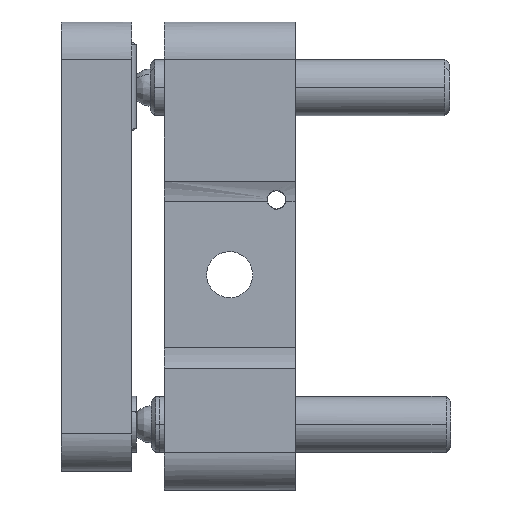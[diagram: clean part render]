
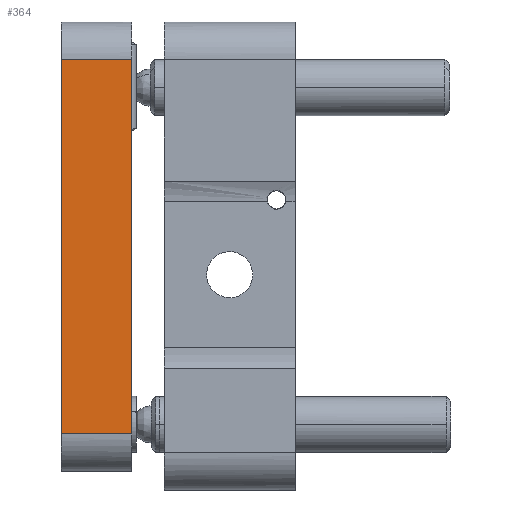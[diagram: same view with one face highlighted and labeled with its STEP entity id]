
A CAD part, left-side view. The second image highlights one B-rep face of the part: STEP entity #364.
In plain terms, the highlighted planar face has unit normal (-1, 0, 0).
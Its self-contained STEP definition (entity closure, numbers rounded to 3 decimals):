
#364=ADVANCED_FACE('',(#666),#4947,.T.);
#666=FACE_OUTER_BOUND('',#1012,.T.);
#1012=EDGE_LOOP('',(#2503,#2504,#2505,#2506));
#2503=ORIENTED_EDGE('',*,*,#3395,.F.);
#2504=ORIENTED_EDGE('',*,*,#3389,.F.);
#2505=ORIENTED_EDGE('',*,*,#3402,.F.);
#2506=ORIENTED_EDGE('',*,*,#3207,.F.);
#3207=EDGE_CURVE('',#4663,#4664,#3668,.T.);
#3389=EDGE_CURVE('',#4780,#4781,#3719,.T.);
#3395=EDGE_CURVE('',#4781,#4663,#4210,.T.);
#3402=EDGE_CURVE('',#4664,#4780,#4216,.T.);
#3668=B_SPLINE_CURVE_WITH_KNOTS('',1,(#10843,#10844),.UNSPECIFIED.,.F.,
 .F.,(2,2),(0.,40.),.UNSPECIFIED.);
#3719=B_SPLINE_CURVE_WITH_KNOTS('',1,(#11415,#11416),.UNSPECIFIED.,.F.,
 .F.,(2,2),(-40.,0.),.UNSPECIFIED.);
#4210=(
BOUNDED_CURVE()
B_SPLINE_CURVE(1,(#11431,#11432),.UNSPECIFIED.,.F.,.F.)
B_SPLINE_CURVE_WITH_KNOTS((2,2),(0.,7.5),.UNSPECIFIED.)
CURVE()
GEOMETRIC_REPRESENTATION_ITEM()
RATIONAL_B_SPLINE_CURVE((1.,1.))
REPRESENTATION_ITEM('')
);
#4216=(
BOUNDED_CURVE()
B_SPLINE_CURVE(1,(#11449,#11450),.UNSPECIFIED.,.F.,.F.)
B_SPLINE_CURVE_WITH_KNOTS((2,2),(0.,7.5),.UNSPECIFIED.)
CURVE()
GEOMETRIC_REPRESENTATION_ITEM()
RATIONAL_B_SPLINE_CURVE((1.,1.))
REPRESENTATION_ITEM('')
);
#4663=VERTEX_POINT('',#10622);
#4664=VERTEX_POINT('',#10623);
#4780=VERTEX_POINT('',#10739);
#4781=VERTEX_POINT('',#10740);
#4947=PLANE('',#5262);
#5262=AXIS2_PLACEMENT_3D('',#10573,#5379,$);
#5379=DIRECTION('',(-1.,0.,0.));
#10573=CARTESIAN_POINT('',(-23.001,14.788,49.639));
#10622=CARTESIAN_POINT('',(-23.001,13.918,5.519));
#10623=CARTESIAN_POINT('',(-23.001,13.918,45.519));
#10739=CARTESIAN_POINT('',(-23.001,6.418,45.519));
#10740=CARTESIAN_POINT('',(-23.001,6.418,5.519));
#10843=CARTESIAN_POINT('',(-23.001,13.918,5.519));
#10844=CARTESIAN_POINT('',(-23.001,13.918,45.519));
#11415=CARTESIAN_POINT('',(-23.001,6.418,45.519));
#11416=CARTESIAN_POINT('',(-23.001,6.418,5.519));
#11431=CARTESIAN_POINT('',(-23.001,6.418,5.519));
#11432=CARTESIAN_POINT('',(-23.001,13.918,5.519));
#11449=CARTESIAN_POINT('',(-23.001,13.918,45.519));
#11450=CARTESIAN_POINT('',(-23.001,6.418,45.519));
